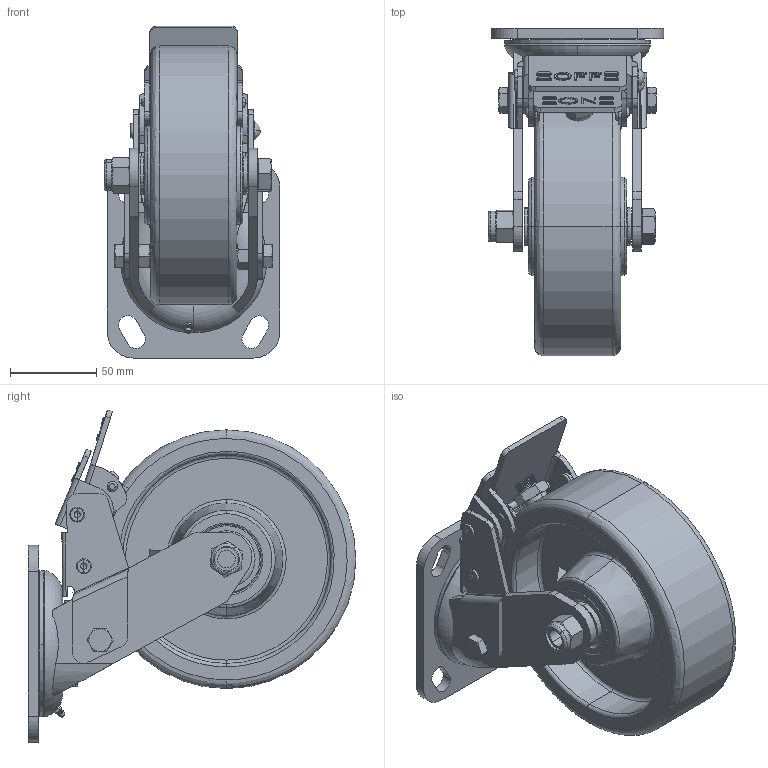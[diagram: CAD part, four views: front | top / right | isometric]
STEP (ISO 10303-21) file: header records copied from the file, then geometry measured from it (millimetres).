
FILE_DESCRIPTION (( 'STEP AP203' ), '1' );
FILE_NAME ('S6632SLB.STEP', '2020-02-24T07:11:53', ( '' ), ( '' ), 'SwSTEP 2.0', 'SolidWorks 2013', '' );
FILE_SCHEMA (( 'CONFIG_CONTROL_DESIGN' ));
Length unit declared in the file: millimetre
Products named in the file (1): S6632SLB
Bounding box: 101.9 x 190 x 192.54 mm (x, y, z)
Surface area: 188556.7 mm2 (no closed solid volume)
Topology: 0 solids, 47 shells, 891 faces, 2520 edges, 1646 vertices
Faces by surface type: cylinder 292, plane 290, torus 117, cone 100, bspline 78, sphere 14
Entity records: 33134 total; most frequent: CARTESIAN_POINT 10833, DIRECTION 4691, ORIENTED_EDGE 4409, EDGE_CURVE 2491, AXIS2_PLACEMENT_3D 1834, VERTEX_POINT 1631, LINE 1023, VECTOR 1023
